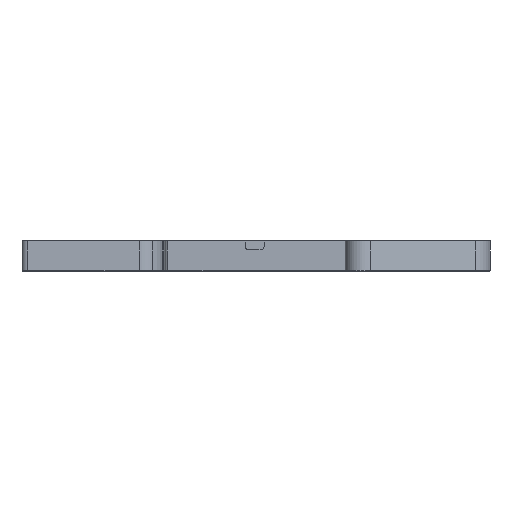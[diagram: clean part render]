
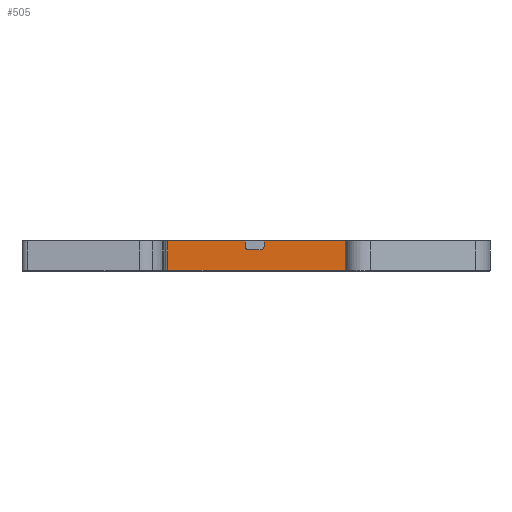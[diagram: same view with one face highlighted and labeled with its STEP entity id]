
A CAD part, front view. The second image highlights one B-rep face of the part: STEP entity #505.
In plain terms, the highlighted planar face has unit normal (0, -1, 0).
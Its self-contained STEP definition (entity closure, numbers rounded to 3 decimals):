
#53 = EDGE_CURVE ( 'NONE', #18341, #26798, #25772, .T. ) ;
#304 = DIRECTION ( 'NONE',  ( 0., 0., 1. ) ) ;
#378 = DIRECTION ( 'NONE',  ( 0., 1., 0. ) ) ;
#391 = EDGE_CURVE ( 'NONE', #1371, #13163, #19267, .T. ) ;
#400 = PLANE ( 'NONE',  #10314 ) ;
#444 = CARTESIAN_POINT ( 'NONE',  ( -55.163, -12.017, 19.475 ) ) ;
#505 = ADVANCED_FACE ( 'NONE', ( #7021 ), #400, .F. ) ;
#885 = VECTOR ( 'NONE', #21807, 1000. ) ;
#927 = CARTESIAN_POINT ( 'NONE',  ( -41.49, -12.017, 17.975 ) ) ;
#1032 = CARTESIAN_POINT ( 'NONE',  ( -39.29, -12.017, 17.975 ) ) ;
#1371 = VERTEX_POINT ( 'NONE', #30928 ) ;
#2303 = ORIENTED_EDGE ( 'NONE', *, *, #28139, .F. ) ;
#2350 = DIRECTION ( 'NONE',  ( -1., 0., 0. ) ) ;
#2367 = CARTESIAN_POINT ( 'NONE',  ( -41.99, -12.017, 19.475 ) ) ;
#2404 = CARTESIAN_POINT ( 'NONE',  ( -55.163, -12.017, 19.475 ) ) ;
#2452 = CARTESIAN_POINT ( 'NONE',  ( -62.831, -12.017, 14.475 ) ) ;
#2453 = CARTESIAN_POINT ( 'NONE',  ( -79.503, -12.017, 19.475 ) ) ;
#3407 = ORIENTED_EDGE ( 'NONE', *, *, #29823, .F. ) ;
#3576 = CARTESIAN_POINT ( 'NONE',  ( -41.49, -12.017, 17.975 ) ) ;
#3744 = VECTOR ( 'NONE', #7458, 1000. ) ;
#4583 = CARTESIAN_POINT ( 'NONE',  ( -39.29, -12.017, 17.975 ) ) ;
#4808 = ORIENTED_EDGE ( 'NONE', *, *, #391, .F. ) ;
#5248 = ORIENTED_EDGE ( 'NONE', *, *, #13856, .F. ) ;
#6708 = VERTEX_POINT ( 'NONE', #2404 ) ;
#7021 = FACE_OUTER_BOUND ( 'NONE', #24249, .T. ) ;
#7434 = CARTESIAN_POINT ( 'NONE',  ( -38.79, -12.017, 19.475 ) ) ;
#7458 = DIRECTION ( 'NONE',  ( 0., 0., 1. ) ) ;
#7480 = LINE ( 'NONE', #17036, #885 ) ;
#8301 = CARTESIAN_POINT ( 'NONE',  ( -41.99, -12.017, 18.475 ) ) ;
#8410 = CARTESIAN_POINT ( 'NONE',  ( -38.997, -12.017, 17.975 ) ) ;
#8585 = VECTOR ( 'NONE', #2350, 1000. ) ;
#8924 = ORIENTED_EDGE ( 'NONE', *, *, #24216, .F. ) ;
#9876 = DIRECTION ( 'NONE',  ( 1., 0., 0. ) ) ;
#10314 = AXIS2_PLACEMENT_3D ( 'NONE', #444, #378, #304 ) ;
#10442 = CARTESIAN_POINT ( 'NONE',  ( -41.489, -12.017, 17.975 ) ) ;
#10853 = CARTESIAN_POINT ( 'NONE',  ( -41.99, -12.017, 18.182 ) ) ;
#11752 = CARTESIAN_POINT ( 'NONE',  ( -41.99, -12.017, 19.475 ) ) ;
#12086 = DIRECTION ( 'NONE',  ( 0., 0., -1. ) ) ;
#12301 = DIRECTION ( 'NONE',  ( 0., 0., 1. ) ) ;
#12529 = EDGE_CURVE ( 'NONE', #22932, #18341, #31154, .T. ) ;
#12625 = VECTOR ( 'NONE', #18960, 1000. ) ;
#12700 = ORIENTED_EDGE ( 'NONE', *, *, #13585, .F. ) ;
#13163 = VERTEX_POINT ( 'NONE', #28176 ) ;
#13376 = LINE ( 'NONE', #23647, #12625 ) ;
#13585 = EDGE_CURVE ( 'NONE', #14075, #15891, #21209, .T. ) ;
#13856 = EDGE_CURVE ( 'NONE', #23444, #14075, #25803, .T. ) ;
#14075 = VERTEX_POINT ( 'NONE', #8301 ) ;
#14154 = VERTEX_POINT ( 'NONE', #20468 ) ;
#15239 = ORIENTED_EDGE ( 'NONE', *, *, #53, .F. ) ;
#15891 = VERTEX_POINT ( 'NONE', #927 ) ;
#17036 = CARTESIAN_POINT ( 'NONE',  ( -24.459, -12.017, 19.475 ) ) ;
#17626 = DIRECTION ( 'NONE',  ( 1., 0., 0. ) ) ;
#17963 = CARTESIAN_POINT ( 'NONE',  ( -38.79, -12.017, 18.475 ) ) ;
#18004 = CARTESIAN_POINT ( 'NONE',  ( -41.99, -12.017, 18.475 ) ) ;
#18341 = VERTEX_POINT ( 'NONE', #26091 ) ;
#18960 = DIRECTION ( 'NONE',  ( 1., 0., 0. ) ) ;
#19108 = LINE ( 'NONE', #24160, #27718 ) ;
#19267 = LINE ( 'NONE', #2452, #8585 ) ;
#20468 = CARTESIAN_POINT ( 'NONE',  ( -24.459, -12.017, 19.475 ) ) ;
#21209 =( BOUNDED_CURVE ( )  B_SPLINE_CURVE ( 3, ( #18004, #10853, #25110, #3576 ),
 .UNSPECIFIED., .F., .T. ) 
 B_SPLINE_CURVE_WITH_KNOTS ( ( 4, 4 ),
 ( 0., 1.571 ),
 .UNSPECIFIED. ) 
 CURVE ( )  GEOMETRIC_REPRESENTATION_ITEM ( )  RATIONAL_B_SPLINE_CURVE ( ( 1., 0.805, 0.805, 1. ) ) 
 REPRESENTATION_ITEM ( '' )  );
#21807 = DIRECTION ( 'NONE',  ( 0., 0., -1. ) ) ;
#22553 = ORIENTED_EDGE ( 'NONE', *, *, #12529, .F. ) ;
#22932 = VERTEX_POINT ( 'NONE', #4583 ) ;
#23444 = VERTEX_POINT ( 'NONE', #11752 ) ;
#23614 = VECTOR ( 'NONE', #17626, 1000. ) ;
#23647 = CARTESIAN_POINT ( 'NONE',  ( -79.503, -12.017, 19.475 ) ) ;
#23886 = ORIENTED_EDGE ( 'NONE', *, *, #24644, .F. ) ;
#24160 = CARTESIAN_POINT ( 'NONE',  ( -55.163, -12.017, 19.475 ) ) ;
#24216 = EDGE_CURVE ( 'NONE', #15891, #22932, #29968, .T. ) ;
#24249 = EDGE_LOOP ( 'NONE', ( #5248, #3407, #23886, #4808, #2303, #29569, #15239, #22553, #8924, #12700 ) ) ;
#24644 = EDGE_CURVE ( 'NONE', #13163, #6708, #19108, .T. ) ;
#24810 = LINE ( 'NONE', #2453, #30382 ) ;
#25110 = CARTESIAN_POINT ( 'NONE',  ( -41.782, -12.017, 17.975 ) ) ;
#25772 = LINE ( 'NONE', #7434, #3744 ) ;
#25803 = LINE ( 'NONE', #2367, #25990 ) ;
#25990 = VECTOR ( 'NONE', #12086, 1000. ) ;
#26091 = CARTESIAN_POINT ( 'NONE',  ( -38.79, -12.017, 18.475 ) ) ;
#26798 = VERTEX_POINT ( 'NONE', #30610 ) ;
#27718 = VECTOR ( 'NONE', #12301, 1000. ) ;
#28139 = EDGE_CURVE ( 'NONE', #14154, #1371, #7480, .T. ) ;
#28176 = CARTESIAN_POINT ( 'NONE',  ( -55.163, -12.017, 14.475 ) ) ;
#29569 = ORIENTED_EDGE ( 'NONE', *, *, #30440, .F. ) ;
#29823 = EDGE_CURVE ( 'NONE', #6708, #23444, #13376, .T. ) ;
#29861 = CARTESIAN_POINT ( 'NONE',  ( -38.79, -12.017, 18.182 ) ) ;
#29968 = LINE ( 'NONE', #10442, #23614 ) ;
#30382 = VECTOR ( 'NONE', #9876, 1000. ) ;
#30440 = EDGE_CURVE ( 'NONE', #26798, #14154, #24810, .T. ) ;
#30610 = CARTESIAN_POINT ( 'NONE',  ( -38.79, -12.017, 19.475 ) ) ;
#30928 = CARTESIAN_POINT ( 'NONE',  ( -24.459, -12.017, 14.475 ) ) ;
#31154 =( BOUNDED_CURVE ( )  B_SPLINE_CURVE ( 3, ( #1032, #8410, #29861, #17963 ),
 .UNSPECIFIED., .F., .T. ) 
 B_SPLINE_CURVE_WITH_KNOTS ( ( 4, 4 ),
 ( 1.571, 3.142 ),
 .UNSPECIFIED. ) 
 CURVE ( )  GEOMETRIC_REPRESENTATION_ITEM ( )  RATIONAL_B_SPLINE_CURVE ( ( 1., 0.805, 0.805, 1. ) ) 
 REPRESENTATION_ITEM ( '' )  );
